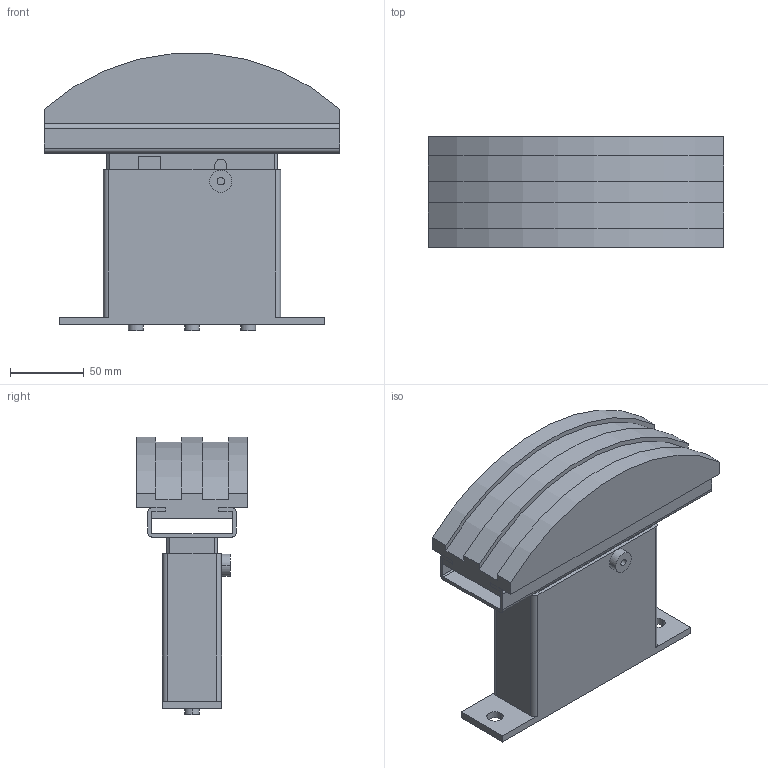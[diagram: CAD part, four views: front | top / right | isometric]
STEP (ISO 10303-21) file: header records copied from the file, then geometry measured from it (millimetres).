
FILE_DESCRIPTION(('STEP AP214'),'1');
FILE_NAME('cctmp_818FF7E7-72FA-4C9D-A37D-4BCC1A0D5837_2023_6_22_11_59_46_772..stp','2023-06-22T09:59:46',('Murtfeldt Kunststoffe GmbH & Co.KG'),('CADClick - www.CADClick.com'),'Spatial InterOp 3D',' ','unknown authorization');
FILE_SCHEMA(('AUTOMOTIVE_DESIGN'));
Length unit declared in the file: millimetre
Products named in the file (1): 281020227
Bounding box: 200 x 75 x 187.51 mm (x, y, z)
Volume: 1152578.7 mm3; surface area: 147481 mm2
Topology: 1 solids, 1 shells, 113 faces, 334 edges, 220 vertices
Faces by surface type: plane 76, cylinder 37
Entity records: 4726 total; most frequent: CARTESIAN_POINT 668, ORIENTED_EDGE 668, DIRECTION 644, EDGE_CURVE 334, LINE 252, VECTOR 252, VERTEX_POINT 220, AXIS2_PLACEMENT_3D 196
